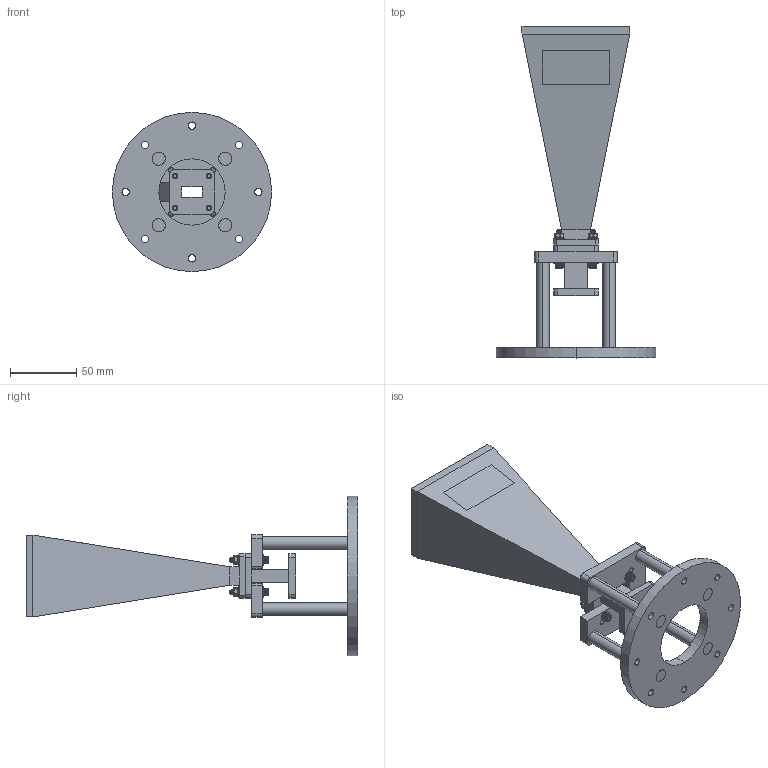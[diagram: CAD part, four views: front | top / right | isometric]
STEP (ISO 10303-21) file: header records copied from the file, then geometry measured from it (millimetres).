
FILE_DESCRIPTION (( 'STEP AP214' ), '1' );
FILE_NAME ('FM1WAN062-20_3D.step', '2023-10-25T19:20:53', ( '' ), ( '' ), 'SwSTEP 2.0', 'SolidWorks 2022', '' );
FILE_SCHEMA (( 'AUTOMOTIVE_DESIGN' ));
Length unit declared in the file: inch
Products named in the file (11): Copy of PEWAN062-090-MNT_LWR PLT^PEWAN062-090-MNT; Copy of PEWAN062-090-MNT_UPR PLT^PEWAN062-090-MNT; PEWAN062-090-MNT; 6-32SH-HXx1^FM1WAN062-20_92196A150; 6-FW^FM1WAN062-20_91166A230; HD-140WAL50PPA; 6-32HN-NARROW^FM1WAN062-20_90730A007; FM1WAN062-20_3D; PEWAN062-20; Copy of PEWAN062-090-MNT_STDF RND M4 FEM, 8OD X 64LG^PEWAN062-090-MNT; 6-LW^FM1WAN062-20
Assembly tree (29 placements, depth 3):
  FM1WAN062-20_3D
    PEWAN062-090-MNT
      Copy of PEWAN062-090-MNT_UPR PLT^PEWAN062-090-MNT
      Copy of PEWAN062-090-MNT_LWR PLT^PEWAN062-090-MNT
      Copy of PEWAN062-090-MNT_STDF RND M4 FEM, 8OD X 64LG^PEWAN062-090-MNT  x4
    HD-140WAL50PPA
    PEWAN062-20
    6-FW^FM1WAN062-20_91166A230  x8
    6-LW^FM1WAN062-20  x4
    6-32SH-HXx1^FM1WAN062-20_92196A150  x4
    6-32HN-NARROW^FM1WAN062-20_90730A007  x4
Bounding box: 120 x 250 x 120 mm (x, y, z)
Volume: 220328.5 mm3; surface area: 113539.8 mm2
Topology: 28 solids, 28 shells, 1812 faces, 4543 edges, 2799 vertices
Faces by surface type: cylinder 706, plane 658, cone 364, torus 64, bspline 20
Entity records: 21392 total; most frequent: CARTESIAN_POINT 8249, ORIENTED_EDGE 2868, DIRECTION 2354, EDGE_CURVE 1434, VERTEX_POINT 902, AXIS2_PLACEMENT_3D 901, EDGE_LOOP 644, FACE_OUTER_BOUND 556
